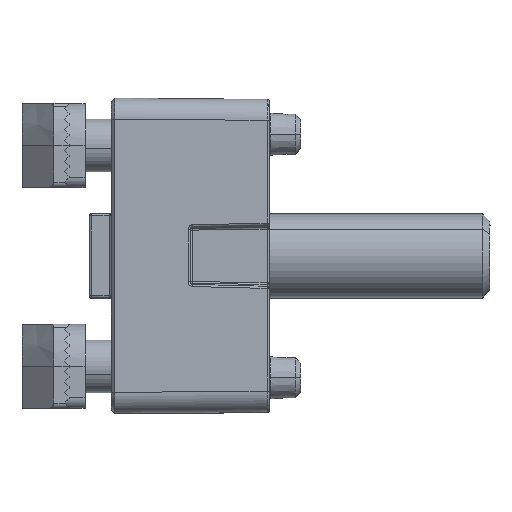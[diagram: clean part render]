
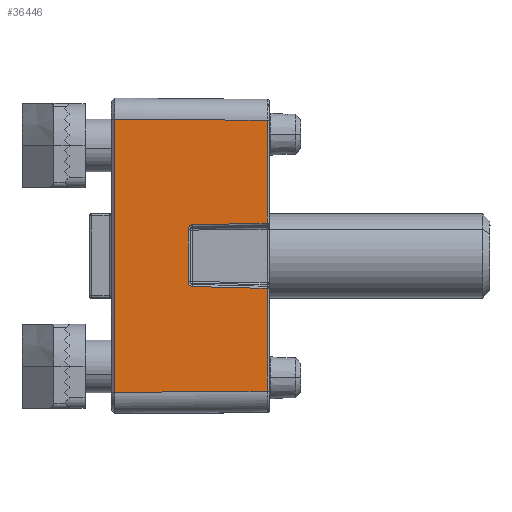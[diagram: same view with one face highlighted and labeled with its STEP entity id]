
A CAD part, top view. The second image highlights one B-rep face of the part: STEP entity #36446.
In plain terms, the highlighted face is planar.
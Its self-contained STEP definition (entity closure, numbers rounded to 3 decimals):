
#260 = DIRECTION ( 'NONE',  ( 0.025, -1., -0.009 ) ) ;
#363 = LINE ( 'NONE', #35154, #23045 ) ;
#381 = CARTESIAN_POINT ( 'NONE',  ( -3.108, 14.802, -14.871 ) ) ;
#3598 = CARTESIAN_POINT ( 'NONE',  ( 2.742, 7.38, -14.936 ) ) ;
#3723 = EDGE_CURVE ( 'NONE', #7996, #21967, #48704, .T. ) ;
#4399 = EDGE_CURVE ( 'NONE', #36113, #19381, #18401, .T. ) ;
#5650 = CARTESIAN_POINT ( 'NONE',  ( 12.871, 14.802, -14.871 ) ) ;
#5861 = EDGE_CURVE ( 'NONE', #24917, #36113, #20131, .T. ) ;
#6924 = EDGE_CURVE ( 'NONE', #14461, #26647, #8238, .T. ) ;
#7995 = CARTESIAN_POINT ( 'NONE',  ( 2.812, 7.435, -14.935 ) ) ;
#7996 = VERTEX_POINT ( 'NONE', #13167 ) ;
#8238 = LINE ( 'NONE', #32120, #9777 ) ;
#8443 = LINE ( 'NONE', #16216, #9152 ) ;
#9152 = VECTOR ( 'NONE', #20446, 1000. ) ;
#9777 = VECTOR ( 'NONE', #33365, 1000. ) ;
#10692 = DIRECTION ( 'NONE',  ( -1., 0., 0. ) ) ;
#11275 = LINE ( 'NONE', #381, #35885 ) ;
#12031 = VECTOR ( 'NONE', #28745, 1000. ) ;
#12047 = CARTESIAN_POINT ( 'NONE',  ( -15., 7.302, -14.936 ) ) ;
#12269 = DIRECTION ( 'NONE',  ( 1., 0., 0. ) ) ;
#12308 = CARTESIAN_POINT ( 'NONE',  ( 2.866, 7.5, -14.935 ) ) ;
#13026 = EDGE_LOOP ( 'NONE', ( #20932, #35093, #16964, #37431, #42324, #39507, #22354, #34485, #34204, #45686 ) ) ;
#13036 = EDGE_CURVE ( 'NONE', #7996, #24917, #11275, .T. ) ;
#13167 = CARTESIAN_POINT ( 'NONE',  ( -3.108, 14.802, -14.871 ) ) ;
#14461 = VERTEX_POINT ( 'NONE', #31648 ) ;
#14924 = VECTOR ( 'NONE', #35557, 1000. ) ;
#14969 = CARTESIAN_POINT ( 'NONE',  ( -2.466, 7.302, -14.936 ) ) ;
#15012 = CARTESIAN_POINT ( 'NONE',  ( -2.524, 7.302, -14.936 ) ) ;
#15019 = CARTESIAN_POINT ( 'NONE',  ( -2.581, 7.311, -14.936 ) ) ;
#15079 = CARTESIAN_POINT ( 'NONE',  ( -2.648, 7.334, -14.936 ) ) ;
#15087 = CARTESIAN_POINT ( 'NONE',  ( -2.664, 7.34, -14.936 ) ) ;
#15198 = CARTESIAN_POINT ( 'NONE',  ( -2.692, 7.352, -14.936 ) ) ;
#15209 = CARTESIAN_POINT ( 'NONE',  ( -2.732, 7.373, -14.936 ) ) ;
#15267 = CARTESIAN_POINT ( 'NONE',  ( -2.768, 7.398, -14.935 ) ) ;
#15331 = CARTESIAN_POINT ( 'NONE',  ( -2.812, 7.435, -14.935 ) ) ;
#15376 = CARTESIAN_POINT ( 'NONE',  ( -2.833, 7.457, -14.935 ) ) ;
#15446 = CARTESIAN_POINT ( 'NONE',  ( -2.868, 7.501, -14.935 ) ) ;
#15522 = CARTESIAN_POINT ( 'NONE',  ( -2.882, 7.525, -14.934 ) ) ;
#15563 = CARTESIAN_POINT ( 'NONE',  ( -2.906, 7.574, -14.934 ) ) ;
#15572 = CARTESIAN_POINT ( 'NONE',  ( -2.914, 7.597, -14.934 ) ) ;
#15635 = CARTESIAN_POINT ( 'NONE',  ( -2.926, 7.645, -14.933 ) ) ;
#15713 = CARTESIAN_POINT ( 'NONE',  ( -2.929, 7.695, -14.933 ) ) ;
#15754 = CARTESIAN_POINT ( 'NONE',  ( -2.929, 7.67, -14.933 ) ) ;
#16216 = CARTESIAN_POINT ( 'NONE',  ( -12.997, 0.297, -14.997 ) ) ;
#16560 = CARTESIAN_POINT ( 'NONE',  ( 2.888, 7.538, -14.934 ) ) ;
#16964 = ORIENTED_EDGE ( 'NONE', *, *, #23606, .T. ) ;
#18401 = LINE ( 'NONE', #12047, #18695 ) ;
#18695 = VECTOR ( 'NONE', #12269, 1000. ) ;
#19381 = VERTEX_POINT ( 'NONE', #47506 ) ;
#20131 = B_SPLINE_CURVE_WITH_KNOTS ( 'NONE', 3,
 ( #15713, #15754, #15635, #15572, #15563, #15522, #15446, #15376, #15331, #15267, #15209, #15198, #15087, #15079, #15019, #15012, #14969 ),
 .UNSPECIFIED., .F., .F.,
 ( 4, 2, 2, 2, 2, 1, 2, 2, 4 ),
 ( 0., 0.125, 0.25, 0.375, 0.5, 0.625, 0.687, 0.75, 1. ),
 .UNSPECIFIED. ) ;
#20446 = DIRECTION ( 'NONE',  ( 0.009, 1., 0.009 ) ) ;
#20608 = CARTESIAN_POINT ( 'NONE',  ( 2.523, 7.304, -14.936 ) ) ;
#20802 = CARTESIAN_POINT ( 'NONE',  ( 2.928, 7.644, -14.933 ) ) ;
#20932 = ORIENTED_EDGE ( 'NONE', *, *, #48397, .T. ) ;
#21967 = VERTEX_POINT ( 'NONE', #29377 ) ;
#22354 = ORIENTED_EDGE ( 'NONE', *, *, #4399, .T. ) ;
#22516 = VERTEX_POINT ( 'NONE', #26461 ) ;
#23045 = VECTOR ( 'NONE', #10692, 1000. ) ;
#23606 = EDGE_CURVE ( 'NONE', #22516, #21967, #8443, .T. ) ;
#23653 = CARTESIAN_POINT ( 'NONE',  ( -2.929, 7.695, -14.933 ) ) ;
#24690 = CARTESIAN_POINT ( 'NONE',  ( 2.605, 7.32, -14.936 ) ) ;
#24917 = VERTEX_POINT ( 'NONE', #23653 ) ;
#25278 = CARTESIAN_POINT ( 'NONE',  ( -15., 0., -15. ) ) ;
#26461 = CARTESIAN_POINT ( 'NONE',  ( -12.997, 0.297, -14.997 ) ) ;
#26647 = VERTEX_POINT ( 'NONE', #45636 ) ;
#26693 = VERTEX_POINT ( 'NONE', #5650 ) ;
#27221 = LINE ( 'NONE', #46630, #14924 ) ;
#27254 = CARTESIAN_POINT ( 'NONE',  ( -2.466, 7.302, -14.936 ) ) ;
#27515 = VERTEX_POINT ( 'NONE', #34174 ) ;
#28745 = DIRECTION ( 'NONE',  ( -1., 0., 0. ) ) ;
#28785 = CARTESIAN_POINT ( 'NONE',  ( 2.69, 7.351, -14.936 ) ) ;
#29356 = DIRECTION ( 'NONE',  ( 0., 1., 0.009 ) ) ;
#29377 = CARTESIAN_POINT ( 'NONE',  ( -12.871, 14.802, -14.871 ) ) ;
#31648 = CARTESIAN_POINT ( 'NONE',  ( 2.929, 7.695, -14.933 ) ) ;
#32120 = CARTESIAN_POINT ( 'NONE',  ( 2.929, 7.695, -14.933 ) ) ;
#32520 = LINE ( 'NONE', #51694, #12031 ) ;
#32794 = CARTESIAN_POINT ( 'NONE',  ( 2.768, 7.398, -14.935 ) ) ;
#32897 = EDGE_CURVE ( 'NONE', #27515, #22516, #32520, .T. ) ;
#33365 = DIRECTION ( 'NONE',  ( 0.025, 1., 0.009 ) ) ;
#34174 = CARTESIAN_POINT ( 'NONE',  ( 12.997, 0.297, -14.997 ) ) ;
#34204 = ORIENTED_EDGE ( 'NONE', *, *, #6924, .T. ) ;
#34485 = ORIENTED_EDGE ( 'NONE', *, *, #44906, .T. ) ;
#35093 = ORIENTED_EDGE ( 'NONE', *, *, #32897, .T. ) ;
#35154 = CARTESIAN_POINT ( 'NONE',  ( -15., 14.802, -14.871 ) ) ;
#35557 = DIRECTION ( 'NONE',  ( 0.009, -1., -0.009 ) ) ;
#35885 = VECTOR ( 'NONE', #260, 1000. ) ;
#36113 = VERTEX_POINT ( 'NONE', #27254 ) ;
#36441 = CARTESIAN_POINT ( 'NONE',  ( 2.466, 7.302, -14.936 ) ) ;
#36446 = ADVANCED_FACE ( 'NONE', ( #37284 ), #36983, .T. ) ;
#36602 = CARTESIAN_POINT ( 'NONE',  ( 2.842, 7.466, -14.935 ) ) ;
#36983 = PLANE ( 'NONE',  #38112 ) ;
#37208 = CARTESIAN_POINT ( 'NONE',  ( -15., 14.802, -14.871 ) ) ;
#37284 = FACE_OUTER_BOUND ( 'NONE', #13026, .T. ) ;
#37431 = ORIENTED_EDGE ( 'NONE', *, *, #3723, .F. ) ;
#37490 = DIRECTION ( 'NONE',  ( -1., 0., 0. ) ) ;
#38112 = AXIS2_PLACEMENT_3D ( 'NONE', #25278, #52311, #29356 ) ;
#39507 = ORIENTED_EDGE ( 'NONE', *, *, #5861, .T. ) ;
#40426 = CARTESIAN_POINT ( 'NONE',  ( 2.881, 7.524, -14.934 ) ) ;
#42324 = ORIENTED_EDGE ( 'NONE', *, *, #13036, .T. ) ;
#44061 = CARTESIAN_POINT ( 'NONE',  ( 2.494, 7.302, -14.936 ) ) ;
#44228 = CARTESIAN_POINT ( 'NONE',  ( 2.916, 7.595, -14.934 ) ) ;
#44906 = EDGE_CURVE ( 'NONE', #19381, #14461, #52214, .T. ) ;
#45543 = VECTOR ( 'NONE', #37490, 1000. ) ;
#45636 = CARTESIAN_POINT ( 'NONE',  ( 3.108, 14.802, -14.871 ) ) ;
#45686 = ORIENTED_EDGE ( 'NONE', *, *, #47098, .F. ) ;
#46630 = CARTESIAN_POINT ( 'NONE',  ( 12.871, 14.802, -14.871 ) ) ;
#47098 = EDGE_CURVE ( 'NONE', #26693, #26647, #363, .T. ) ;
#47506 = CARTESIAN_POINT ( 'NONE',  ( 2.466, 7.302, -14.936 ) ) ;
#47822 = CARTESIAN_POINT ( 'NONE',  ( 2.579, 7.313, -14.936 ) ) ;
#47984 = CARTESIAN_POINT ( 'NONE',  ( 2.929, 7.695, -14.933 ) ) ;
#48397 = EDGE_CURVE ( 'NONE', #26693, #27515, #27221, .T. ) ;
#48704 = LINE ( 'NONE', #37208, #45543 ) ;
#51694 = CARTESIAN_POINT ( 'NONE',  ( -15., 0.297, -14.997 ) ) ;
#51729 = CARTESIAN_POINT ( 'NONE',  ( 2.663, 7.339, -14.936 ) ) ;
#52214 = B_SPLINE_CURVE_WITH_KNOTS ( 'NONE', 3,
 ( #36441, #44061, #20608, #47822, #24690, #51729, #28785, #3598, #32794, #7995, #36602, #12308, #40426, #16560, #44228, #20802, #47984 ),
 .UNSPECIFIED., .F., .F.,
 ( 4, 2, 2, 2, 2, 1, 2, 2, 4 ),
 ( 0., 0.125, 0.25, 0.375, 0.5, 0.625, 0.687, 0.75, 1. ),
 .UNSPECIFIED. ) ;
#52311 = DIRECTION ( 'NONE',  ( 0., 0.009, -1. ) ) ;
